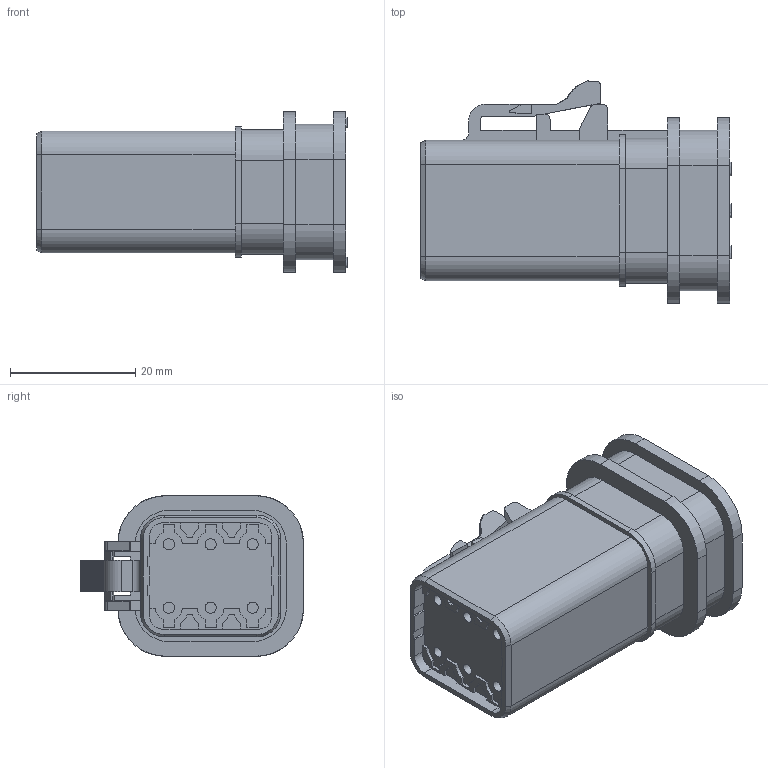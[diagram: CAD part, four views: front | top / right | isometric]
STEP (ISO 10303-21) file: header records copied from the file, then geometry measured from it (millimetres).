
FILE_DESCRIPTION(/* description */ ('STEP AP214'),/* implementation_level */ '2;1');
FILE_NAME(/* name */ 'ATP06-6S-OMRDYEL',/* time_stamp */ '2023-01-25T13:39:22+01:00',/* author */ ('License CC BY-ND 4.0'),/* organization */ ('CADENAS'),/* preprocessor_version */ 'ST-DEVELOPER v18.102',/* originating_system */ 'PARTsolutions',/* authorisation */ ' ');
FILE_SCHEMA (('AUTOMOTIVE_DESIGN {1 0 10303 214 3 1 1}'));
Length unit declared in the file: millimetre
Products named in the file (1): ATP06-6S-OMRDYEL
Bounding box: 49.6 x 35.68 x 25.7 mm (x, y, z)
Volume: 21872.9 mm3; surface area: 7396.8 mm2
Topology: 1 solids, 1 shells, 506 faces, 1322 edges, 866 vertices
Faces by surface type: plane 304, cylinder 168, torus 26, cone 8
Full cylindrical faces by diameter (mm): 0.75 x14, 0.819 x1, 1.78 x12, 5.3 x12
Entity records: 18749 total; most frequent: DIRECTION 2641, CARTESIAN_POINT 2630, ORIENTED_EDGE 2514, EDGE_CURVE 1257, LINE 887, VECTOR 887, AXIS2_PLACEMENT_3D 877, VERTEX_POINT 866
